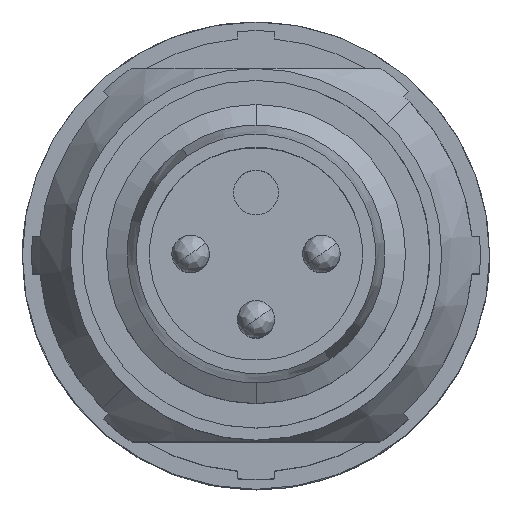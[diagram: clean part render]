
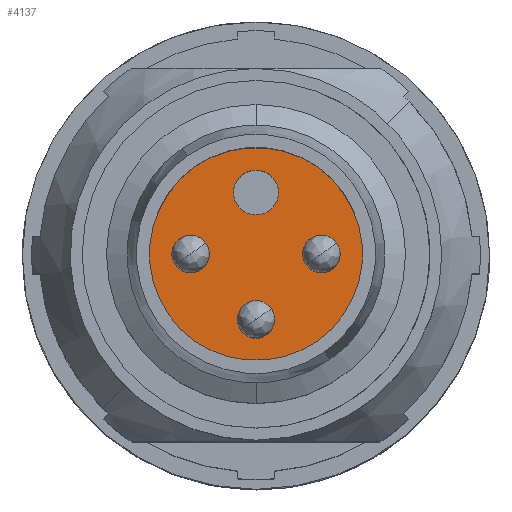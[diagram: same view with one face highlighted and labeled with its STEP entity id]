
A CAD part, top view. The second image highlights one B-rep face of the part: STEP entity #4137.
In plain terms, the highlighted planar face has unit normal (0, 0, 1).
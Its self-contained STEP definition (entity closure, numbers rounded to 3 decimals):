
#126=CARTESIAN_POINT('',(20.465,33.628,-15.15));
#127=DIRECTION('',(0.,0.,1.));
#128=DIRECTION('',(0.574,-0.819,0.));
#129=AXIS2_PLACEMENT_3D('',#126,#127,#128);
#134=CARTESIAN_POINT('',(20.465,33.628,-15.15));
#135=DIRECTION('',(0.,0.,1.));
#136=DIRECTION('',(-0.574,0.819,0.));
#137=AXIS2_PLACEMENT_3D('',#134,#135,#136);
#142=CARTESIAN_POINT('',(20.465,31.878,-15.15));
#143=DIRECTION('',(0.,0.,-1.));
#144=DIRECTION('',(1.,0.,0.));
#145=AXIS2_PLACEMENT_3D('',#142,#143,#144);
#150=CARTESIAN_POINT('',(20.465,31.878,-15.15));
#151=DIRECTION('',(0.,0.,-1.));
#152=DIRECTION('',(-1.,0.,0.));
#153=AXIS2_PLACEMENT_3D('',#150,#151,#152);
#158=CARTESIAN_POINT('',(20.465,35.278,-15.15));
#159=DIRECTION('',(0.,0.,-1.));
#160=DIRECTION('',(-1.,0.,0.));
#161=AXIS2_PLACEMENT_3D('',#158,#159,#160);
#166=CARTESIAN_POINT('',(20.465,35.278,-15.15));
#167=DIRECTION('',(0.,0.,-1.));
#168=DIRECTION('',(1.,0.,0.));
#169=AXIS2_PLACEMENT_3D('',#166,#167,#168);
#174=CARTESIAN_POINT('',(22.215,33.628,-15.15));
#175=DIRECTION('',(0.,0.,-1.));
#176=DIRECTION('',(1.,0.,0.));
#177=AXIS2_PLACEMENT_3D('',#174,#175,#176);
#182=CARTESIAN_POINT('',(22.215,33.628,-15.15));
#183=DIRECTION('',(0.,0.,-1.));
#184=DIRECTION('',(-1.,0.,0.));
#185=AXIS2_PLACEMENT_3D('',#182,#183,#184);
#190=CARTESIAN_POINT('',(18.715,33.628,-15.15));
#191=DIRECTION('',(0.,0.,-1.));
#192=DIRECTION('',(1.,0.,0.));
#193=AXIS2_PLACEMENT_3D('',#190,#191,#192);
#198=CARTESIAN_POINT('',(18.715,33.628,-15.15));
#199=DIRECTION('',(0.,0.,-1.));
#200=DIRECTION('',(-1.,0.,0.));
#201=AXIS2_PLACEMENT_3D('',#198,#199,#200);
#3465=CARTESIAN_POINT('',(19.865,35.278,-15.15));
#3467=VERTEX_POINT('',#3465);
#3469=CARTESIAN_POINT('',(21.065,35.278,-15.15));
#3470=VERTEX_POINT('',#3469);
#3473=CARTESIAN_POINT('',(19.965,31.878,-15.15));
#3474=CARTESIAN_POINT('',(20.965,31.878,-15.15));
#3475=VERTEX_POINT('',#3473);
#3476=VERTEX_POINT('',#3474);
#3477=CARTESIAN_POINT('',(21.715,33.628,-15.15));
#3478=CARTESIAN_POINT('',(22.715,33.628,-15.15));
#3479=VERTEX_POINT('',#3477);
#3480=VERTEX_POINT('',#3478);
#3481=CARTESIAN_POINT('',(18.215,33.628,-15.15));
#3482=CARTESIAN_POINT('',(19.215,33.628,-15.15));
#3483=VERTEX_POINT('',#3481);
#3484=VERTEX_POINT('',#3482);
#3485=CARTESIAN_POINT('',(18.83,35.963,-15.15));
#3486=CARTESIAN_POINT('',(22.1,31.293,-15.15));
#3487=VERTEX_POINT('',#3485);
#3488=VERTEX_POINT('',#3486);
#4103=CARTESIAN_POINT('',(19.64,34.806,-15.15));
#4104=DIRECTION('',(0.,0.,-1.));
#4105=DIRECTION('',(0.574,-0.819,0.));
#4106=AXIS2_PLACEMENT_3D('',#4103,#4104,#4105);
#4107=PLANE('',#4106);
#4109=ORIENTED_EDGE('',*,*,#4108,.F.);
#4111=ORIENTED_EDGE('',*,*,#4110,.F.);
#4112=EDGE_LOOP('',(#4109,#4111));
#4113=FACE_OUTER_BOUND('',#4112,.F.);
#4115=ORIENTED_EDGE('',*,*,#4114,.F.);
#4117=ORIENTED_EDGE('',*,*,#4116,.F.);
#4118=EDGE_LOOP('',(#4115,#4117));
#4119=FACE_BOUND('',#4118,.F.);
#4121=ORIENTED_EDGE('',*,*,#4120,.F.);
#4123=ORIENTED_EDGE('',*,*,#4122,.F.);
#4124=EDGE_LOOP('',(#4121,#4123));
#4125=FACE_BOUND('',#4124,.F.);
#4127=ORIENTED_EDGE('',*,*,#4126,.F.);
#4129=ORIENTED_EDGE('',*,*,#4128,.F.);
#4130=EDGE_LOOP('',(#4127,#4129));
#4131=FACE_BOUND('',#4130,.F.);
#4132=ORIENTED_EDGE('',*,*,#4085,.F.);
#4134=ORIENTED_EDGE('',*,*,#4133,.F.);
#4135=EDGE_LOOP('',(#4132,#4134));
#4136=FACE_BOUND('',#4135,.F.);
#4137=ADVANCED_FACE('',(#4113,#4119,#4125,#4131,#4136),#4107,.F.);
#130=CIRCLE('',#129,2.85);
#138=CIRCLE('',#137,2.85);
#146=CIRCLE('',#145,0.5);
#154=CIRCLE('',#153,0.5);
#162=CIRCLE('',#161,0.6);
#170=CIRCLE('',#169,0.6);
#178=CIRCLE('',#177,0.5);
#186=CIRCLE('',#185,0.5);
#194=CIRCLE('',#193,0.5);
#202=CIRCLE('',#201,0.5);
#4085=EDGE_CURVE('',#3484,#3483,#194,.T.);
#4108=EDGE_CURVE('',#3488,#3487,#130,.T.);
#4110=EDGE_CURVE('',#3487,#3488,#138,.T.);
#4114=EDGE_CURVE('',#3476,#3475,#146,.T.);
#4116=EDGE_CURVE('',#3475,#3476,#154,.T.);
#4120=EDGE_CURVE('',#3467,#3470,#162,.T.);
#4122=EDGE_CURVE('',#3470,#3467,#170,.T.);
#4126=EDGE_CURVE('',#3480,#3479,#178,.T.);
#4128=EDGE_CURVE('',#3479,#3480,#186,.T.);
#4133=EDGE_CURVE('',#3483,#3484,#202,.T.);
